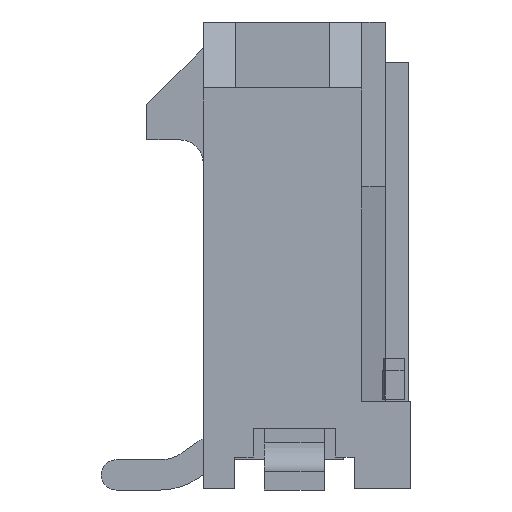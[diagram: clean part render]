
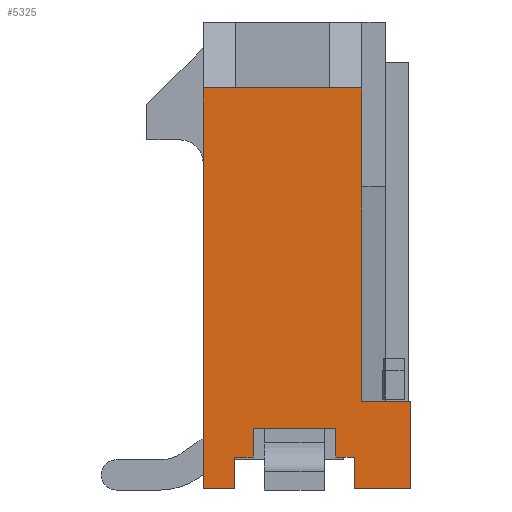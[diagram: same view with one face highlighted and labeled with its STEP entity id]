
A CAD part, left-side view. The second image highlights one B-rep face of the part: STEP entity #5325.
In plain terms, the highlighted planar face has unit normal (-1, 0, 0).
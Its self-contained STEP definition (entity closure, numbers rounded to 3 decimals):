
#897=DIRECTION('',(0.,0.,-1.));
#898=VECTOR('',#897,2.1);
#899=CARTESIAN_POINT('',(-6.325,-1.43,3.55));
#900=LINE('',#899,#898);
#901=DIRECTION('',(0.,0.,1.));
#902=VECTOR('',#901,4.55);
#903=CARTESIAN_POINT('',(-6.325,-1.43,-3.1));
#904=LINE('',#903,#902);
#905=DIRECTION('',(0.,0.,-1.));
#906=VECTOR('',#905,1.85);
#907=CARTESIAN_POINT('',(-6.325,-2.47,-3.1));
#908=LINE('',#907,#906);
#909=DIRECTION('',(0.,1.,0.));
#910=VECTOR('',#909,1.2);
#911=CARTESIAN_POINT('',(-6.325,-2.47,-4.95));
#912=LINE('',#911,#910);
#913=DIRECTION('',(0.,0.,1.));
#914=VECTOR('',#913,0.67);
#915=CARTESIAN_POINT('',(-6.325,-1.27,-4.95));
#916=LINE('',#915,#914);
#917=DIRECTION('',(0.,1.,0.));
#918=VECTOR('',#917,0.395);
#919=CARTESIAN_POINT('',(-6.325,-1.27,-4.28));
#920=LINE('',#919,#918);
#921=DIRECTION('',(0.,0.,-1.));
#922=VECTOR('',#921,0.6);
#923=CARTESIAN_POINT('',(-6.325,-0.875,-3.68));
#924=LINE('',#923,#922);
#925=DIRECTION('',(0.,-1.,0.));
#926=VECTOR('',#925,1.75);
#927=CARTESIAN_POINT('',(-6.325,0.875,-3.68));
#928=LINE('',#927,#926);
#929=DIRECTION('',(0.,0.,-1.));
#930=VECTOR('',#929,0.6);
#931=CARTESIAN_POINT('',(-6.325,0.875,-3.68));
#932=LINE('',#931,#930);
#933=DIRECTION('',(0.,1.,0.));
#934=VECTOR('',#933,0.395);
#935=CARTESIAN_POINT('',(-6.325,0.875,-4.28));
#936=LINE('',#935,#934);
#937=DIRECTION('',(0.,0.,-1.));
#938=VECTOR('',#937,0.67);
#939=CARTESIAN_POINT('',(-6.325,1.27,-4.28));
#940=LINE('',#939,#938);
#941=DIRECTION('',(0.,1.,0.));
#942=VECTOR('',#941,0.66);
#943=CARTESIAN_POINT('',(-6.325,1.27,-4.95));
#944=LINE('',#943,#942);
#945=DIRECTION('',(0.,0.,1.));
#946=VECTOR('',#945,8.5);
#947=CARTESIAN_POINT('',(-6.325,1.93,-4.95));
#948=LINE('',#947,#946);
#949=DIRECTION('',(0.,1.,0.));
#950=VECTOR('',#949,0.68);
#951=CARTESIAN_POINT('',(-6.325,1.25,3.55));
#952=LINE('',#951,#950);
#953=DIRECTION('',(0.,1.,0.));
#954=VECTOR('',#953,2.);
#955=CARTESIAN_POINT('',(-6.325,-0.75,3.55));
#956=LINE('',#955,#954);
#957=DIRECTION('',(0.,1.,0.));
#958=VECTOR('',#957,0.68);
#959=CARTESIAN_POINT('',(-6.325,-1.43,3.55));
#960=LINE('',#959,#958);
#1205=DIRECTION('',(0.,1.,0.));
#1206=VECTOR('',#1205,1.04);
#1207=CARTESIAN_POINT('',(-6.325,-2.47,-3.1));
#1208=LINE('',#1207,#1206);
#3195=CARTESIAN_POINT('',(-6.325,-2.47,-3.1));
#3196=CARTESIAN_POINT('',(-6.325,-2.47,-4.95));
#3197=VERTEX_POINT('',#3195);
#3198=VERTEX_POINT('',#3196);
#3199=CARTESIAN_POINT('',(-6.325,-1.27,-4.95));
#3200=VERTEX_POINT('',#3199);
#3207=CARTESIAN_POINT('',(-6.325,-1.27,-4.28));
#3208=VERTEX_POINT('',#3207);
#3209=CARTESIAN_POINT('',(-6.325,1.27,-4.28));
#3210=CARTESIAN_POINT('',(-6.325,1.27,-4.95));
#3211=VERTEX_POINT('',#3209);
#3212=VERTEX_POINT('',#3210);
#3213=CARTESIAN_POINT('',(-6.325,1.93,-4.95));
#3214=VERTEX_POINT('',#3213);
#3239=CARTESIAN_POINT('',(-6.325,-0.75,3.55));
#3240=CARTESIAN_POINT('',(-6.325,1.25,3.55));
#3241=VERTEX_POINT('',#3239);
#3242=VERTEX_POINT('',#3240);
#3293=CARTESIAN_POINT('',(-6.325,-0.875,-4.28));
#3295=VERTEX_POINT('',#3293);
#3297=CARTESIAN_POINT('',(-6.325,0.875,-4.28));
#3299=VERTEX_POINT('',#3297);
#3335=CARTESIAN_POINT('',(-6.325,0.875,-3.68));
#3337=VERTEX_POINT('',#3335);
#3439=CARTESIAN_POINT('',(-6.325,1.93,3.55));
#3441=VERTEX_POINT('',#3439);
#3447=CARTESIAN_POINT('',(-6.325,-0.875,-3.68));
#3448=VERTEX_POINT('',#3447);
#3473=CARTESIAN_POINT('',(-6.325,-1.43,-3.1));
#3474=VERTEX_POINT('',#3473);
#3951=CARTESIAN_POINT('',(-6.325,-1.43,3.55));
#3952=CARTESIAN_POINT('',(-6.325,-1.43,1.45));
#3953=VERTEX_POINT('',#3951);
#3954=VERTEX_POINT('',#3952);
#5290=CARTESIAN_POINT('',(-6.325,0.,0.));
#5291=DIRECTION('',(1.,0.,0.));
#5292=DIRECTION('',(0.,0.,-1.));
#5293=AXIS2_PLACEMENT_3D('',#5290,#5291,#5292);
#5294=PLANE('',#5293);
#5295=ORIENTED_EDGE('',*,*,#4686,.T.);
#5297=ORIENTED_EDGE('',*,*,#5296,.F.);
#5299=ORIENTED_EDGE('',*,*,#5298,.F.);
#5301=ORIENTED_EDGE('',*,*,#5300,.T.);
#5303=ORIENTED_EDGE('',*,*,#5302,.T.);
#5305=ORIENTED_EDGE('',*,*,#5304,.T.);
#5306=ORIENTED_EDGE('',*,*,#4332,.T.);
#5307=ORIENTED_EDGE('',*,*,#4552,.F.);
#5308=ORIENTED_EDGE('',*,*,#5117,.F.);
#5309=ORIENTED_EDGE('',*,*,#5228,.T.);
#5310=ORIENTED_EDGE('',*,*,#4352,.T.);
#5312=ORIENTED_EDGE('',*,*,#5311,.T.);
#5314=ORIENTED_EDGE('',*,*,#5313,.T.);
#5316=ORIENTED_EDGE('',*,*,#5315,.T.);
#5318=ORIENTED_EDGE('',*,*,#5317,.F.);
#5320=ORIENTED_EDGE('',*,*,#5319,.F.);
#5322=ORIENTED_EDGE('',*,*,#5321,.F.);
#5323=EDGE_LOOP('',(#5295,#5297,#5299,#5301,#5303,#5305,#5306,#5307,#5308,#5309,
#5310,#5312,#5314,#5316,#5318,#5320,#5322));
#5324=FACE_OUTER_BOUND('',#5323,.F.);
#5325=ADVANCED_FACE('',(#5324),#5294,.F.);
#4332=EDGE_CURVE('',#3208,#3295,#920,.T.);
#4352=EDGE_CURVE('',#3299,#3211,#936,.T.);
#4552=EDGE_CURVE('',#3448,#3295,#924,.T.);
#4686=EDGE_CURVE('',#3953,#3954,#900,.T.);
#5117=EDGE_CURVE('',#3337,#3448,#928,.T.);
#5228=EDGE_CURVE('',#3337,#3299,#932,.T.);
#5296=EDGE_CURVE('',#3474,#3954,#904,.T.);
#5298=EDGE_CURVE('',#3197,#3474,#1208,.T.);
#5300=EDGE_CURVE('',#3197,#3198,#908,.T.);
#5302=EDGE_CURVE('',#3198,#3200,#912,.T.);
#5304=EDGE_CURVE('',#3200,#3208,#916,.T.);
#5311=EDGE_CURVE('',#3211,#3212,#940,.T.);
#5313=EDGE_CURVE('',#3212,#3214,#944,.T.);
#5315=EDGE_CURVE('',#3214,#3441,#948,.T.);
#5317=EDGE_CURVE('',#3242,#3441,#952,.T.);
#5319=EDGE_CURVE('',#3241,#3242,#956,.T.);
#5321=EDGE_CURVE('',#3953,#3241,#960,.T.);
